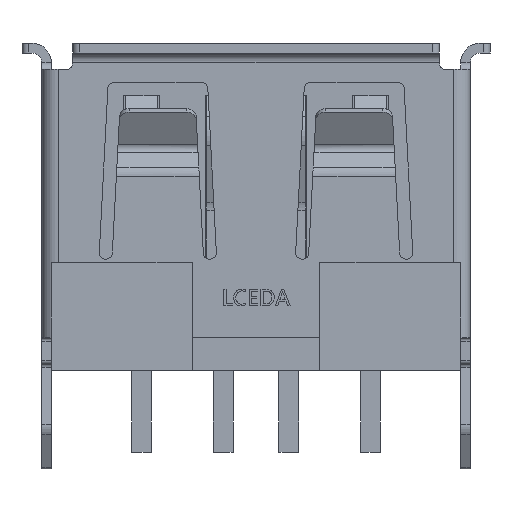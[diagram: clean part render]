
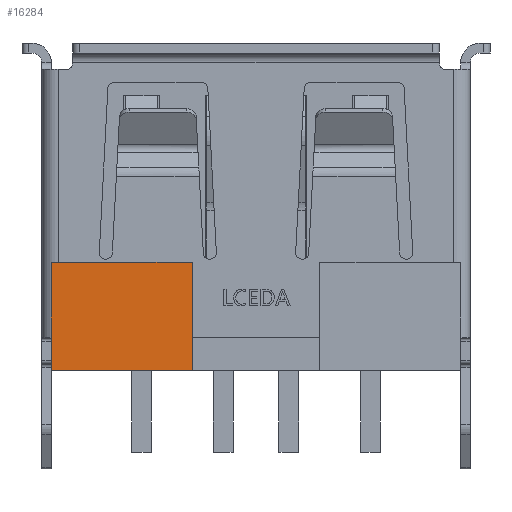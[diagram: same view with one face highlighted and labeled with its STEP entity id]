
A CAD part, front view. The second image highlights one B-rep face of the part: STEP entity #16284.
In plain terms, the highlighted planar face has unit normal (0, -1, 0).
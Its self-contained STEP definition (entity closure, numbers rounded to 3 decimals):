
#333 = DIRECTION ( 'NONE',  ( 0., 0., -1. ) ) ;
#741 = VECTOR ( 'NONE', #32116, 1000. ) ;
#2238 = LINE ( 'NONE', #4865, #741 ) ;
#4104 = CARTESIAN_POINT ( 'NONE',  ( -6.25, -3.66, -5.1 ) ) ;
#4245 = LINE ( 'NONE', #9289, #23566 ) ;
#4865 = CARTESIAN_POINT ( 'NONE',  ( -6.25, -3.66, -1.8 ) ) ;
#4996 = CARTESIAN_POINT ( 'NONE',  ( -6.25, -3.66, -5.1 ) ) ;
#5776 = VECTOR ( 'NONE', #333, 1000. ) ;
#6232 = DIRECTION ( 'NONE',  ( 0., -1., 0. ) ) ;
#8507 = ORIENTED_EDGE ( 'NONE', *, *, #21362, .F. ) ;
#9289 = CARTESIAN_POINT ( 'NONE',  ( -1.95, -3.66, -1.8 ) ) ;
#10126 = LINE ( 'NONE', #23001, #5776 ) ;
#11085 = DIRECTION ( 'NONE',  ( 0., 0., -1. ) ) ;
#11277 = DIRECTION ( 'NONE',  ( 0., 0., -1. ) ) ;
#12746 = VECTOR ( 'NONE', #31737, 1000. ) ;
#13412 = PLANE ( 'NONE',  #31505 ) ;
#13705 = FACE_OUTER_BOUND ( 'NONE', #16653, .T. ) ;
#13917 = ORIENTED_EDGE ( 'NONE', *, *, #15912, .T. ) ;
#14571 = CARTESIAN_POINT ( 'NONE',  ( -1.95, -3.66, -5.1 ) ) ;
#15912 = EDGE_CURVE ( 'NONE', #28951, #26774, #19824, .T. ) ;
#16284 = ADVANCED_FACE ( 'NONE', ( #13705 ), #13412, .T. ) ;
#16653 = EDGE_LOOP ( 'NONE', ( #8507, #19290, #21452, #13917 ) ) ;
#16898 = EDGE_CURVE ( 'NONE', #27784, #18853, #2238, .T. ) ;
#18158 = CARTESIAN_POINT ( 'NONE',  ( -6.25, -3.66, -1.8 ) ) ;
#18853 = VERTEX_POINT ( 'NONE', #20503 ) ;
#19290 = ORIENTED_EDGE ( 'NONE', *, *, #16898, .F. ) ;
#19341 = EDGE_CURVE ( 'NONE', #27784, #28951, #10126, .T. ) ;
#19824 = LINE ( 'NONE', #4996, #12746 ) ;
#20503 = CARTESIAN_POINT ( 'NONE',  ( -1.95, -3.66, -1.8 ) ) ;
#21362 = EDGE_CURVE ( 'NONE', #18853, #26774, #4245, .T. ) ;
#21452 = ORIENTED_EDGE ( 'NONE', *, *, #19341, .T. ) ;
#23001 = CARTESIAN_POINT ( 'NONE',  ( -6.25, -3.66, -1.8 ) ) ;
#23566 = VECTOR ( 'NONE', #11085, 1000. ) ;
#25978 = CARTESIAN_POINT ( 'NONE',  ( 0., -3.66, 0. ) ) ;
#26774 = VERTEX_POINT ( 'NONE', #14571 ) ;
#27784 = VERTEX_POINT ( 'NONE', #18158 ) ;
#28951 = VERTEX_POINT ( 'NONE', #4104 ) ;
#31505 = AXIS2_PLACEMENT_3D ( 'NONE', #25978, #6232, #11277 ) ;
#31737 = DIRECTION ( 'NONE',  ( 1., 0., 0. ) ) ;
#32116 = DIRECTION ( 'NONE',  ( 1., 0., 0. ) ) ;
